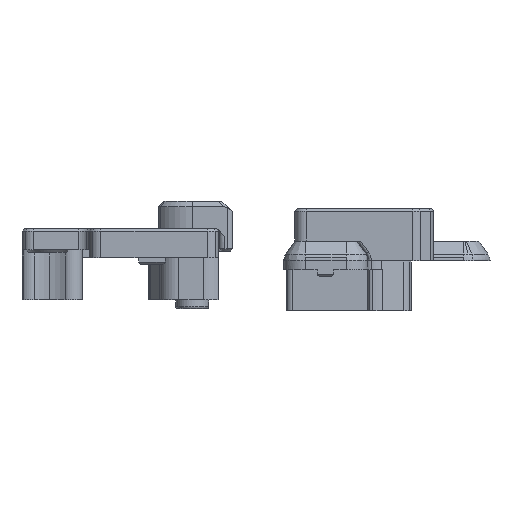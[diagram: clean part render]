
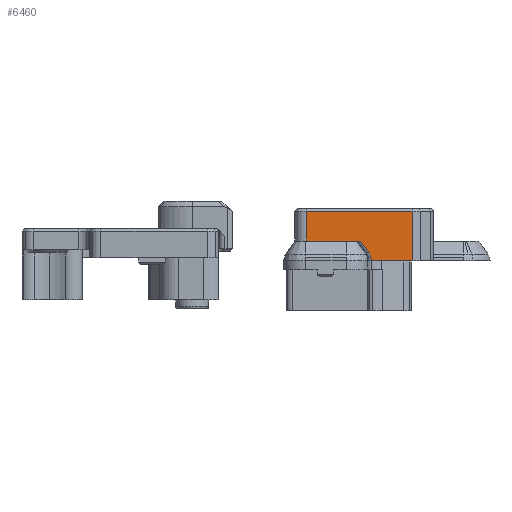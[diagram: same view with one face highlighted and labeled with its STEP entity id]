
A CAD part, left-side view. The second image highlights one B-rep face of the part: STEP entity #6460.
In plain terms, the highlighted planar face has unit normal (-1, 0, 0).
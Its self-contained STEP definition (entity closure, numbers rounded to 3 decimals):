
#6338=CARTESIAN_POINT('',(31.935,-36.22,16.199));
#6339=VERTEX_POINT('',#6338);
#6347=CARTESIAN_POINT('',(31.935,-26.379,16.199));
#6348=VERTEX_POINT('',#6347);
#6349=CARTESIAN_POINT('',(31.935,-36.22,16.199));
#6350=DIRECTION('',(0.,1.,-0.));
#6351=VECTOR('',#6350,9.842);
#6352=LINE('',#6349,#6351);
#6353=EDGE_CURVE('',#6339,#6348,#6352,.T.);
#6397=CARTESIAN_POINT('',(31.935,-40.079,0.199));
#6398=DIRECTION('',(1.,-0.,-0.));
#6399=DIRECTION('',(0.,1.,-0.));
#6400=AXIS2_PLACEMENT_3D('',#6397,#6398,#6399);
#6401=PLANE('',#6400);
#6402=CARTESIAN_POINT('',(31.935,-45.55,12.599));
#6403=VERTEX_POINT('',#6402);
#6404=CARTESIAN_POINT('',(31.935,-45.55,21.599));
#6405=VERTEX_POINT('',#6404);
#6406=CARTESIAN_POINT('',(31.935,-45.55,12.599));
#6407=DIRECTION('',(0.,0.,1.));
#6408=VECTOR('',#6407,9.);
#6409=LINE('',#6406,#6408);
#6410=EDGE_CURVE('',#6403,#6405,#6409,.T.);
#6411=ORIENTED_EDGE('',*,*,#6410,.T.);
#6412=CARTESIAN_POINT('',(31.935,-26.379,21.599));
#6413=VERTEX_POINT('',#6412);
#6414=CARTESIAN_POINT('',(31.935,-45.55,21.599));
#6415=DIRECTION('',(0.,1.,-0.));
#6416=VECTOR('',#6415,19.172);
#6417=LINE('',#6414,#6416);
#6418=EDGE_CURVE('',#6405,#6413,#6417,.T.);
#6419=ORIENTED_EDGE('',*,*,#6418,.T.);
#6420=CARTESIAN_POINT('',(31.935,-26.379,21.599));
#6421=DIRECTION('',(-0.,-0.,-1.));
#6422=VECTOR('',#6421,5.4);
#6423=LINE('',#6420,#6422);
#6424=EDGE_CURVE('',#6413,#6348,#6423,.T.);
#6425=ORIENTED_EDGE('',*,*,#6424,.T.);
#6426=ORIENTED_EDGE('',*,*,#6353,.F.);
#6427=CARTESIAN_POINT('',(31.935,-37.626,14.231));
#6428=VERTEX_POINT('',#6427);
#6429=CARTESIAN_POINT('',(31.935,-36.22,16.199));
#6430=DIRECTION('',(-0.,-0.581,-0.814));
#6431=VECTOR('',#6430,2.418);
#6432=LINE('',#6429,#6431);
#6433=EDGE_CURVE('',#6339,#6428,#6432,.T.);
#6434=ORIENTED_EDGE('',*,*,#6433,.T.);
#6435=CARTESIAN_POINT('',(31.935,-38.129,12.661));
#6436=VERTEX_POINT('',#6435);
#6437=CARTESIAN_POINT('',(31.935,-35.429,12.661));
#6438=DIRECTION('',(1.,-0.,-0.));
#6439=DIRECTION('',(0.,-0.,1.));
#6440=AXIS2_PLACEMENT_3D('',#6437,#6438,#6439);
#6441=CIRCLE('',#6440,2.7);
#6442=EDGE_CURVE('',#6428,#6436,#6441,.T.);
#6443=ORIENTED_EDGE('',*,*,#6442,.T.);
#6444=CARTESIAN_POINT('',(31.935,-38.129,12.599));
#6445=VERTEX_POINT('',#6444);
#6446=CARTESIAN_POINT('',(31.935,-38.129,12.661));
#6447=DIRECTION('',(-0.,-0.,-1.));
#6448=VECTOR('',#6447,0.063);
#6449=LINE('',#6446,#6448);
#6450=EDGE_CURVE('',#6436,#6445,#6449,.T.);
#6451=ORIENTED_EDGE('',*,*,#6450,.T.);
#6452=CARTESIAN_POINT('',(31.935,-45.55,12.599));
#6453=DIRECTION('',(0.,1.,-0.));
#6454=VECTOR('',#6453,7.422);
#6455=LINE('',#6452,#6454);
#6456=EDGE_CURVE('',#6403,#6445,#6455,.T.);
#6457=ORIENTED_EDGE('',*,*,#6456,.F.);
#6458=EDGE_LOOP('',(#6411,#6419,#6425,#6426,#6434,#6443,#6451,#6457));
#6459=FACE_BOUND('',#6458,.T.);
#6460=ADVANCED_FACE('',(#6459),#6401,.F.);
